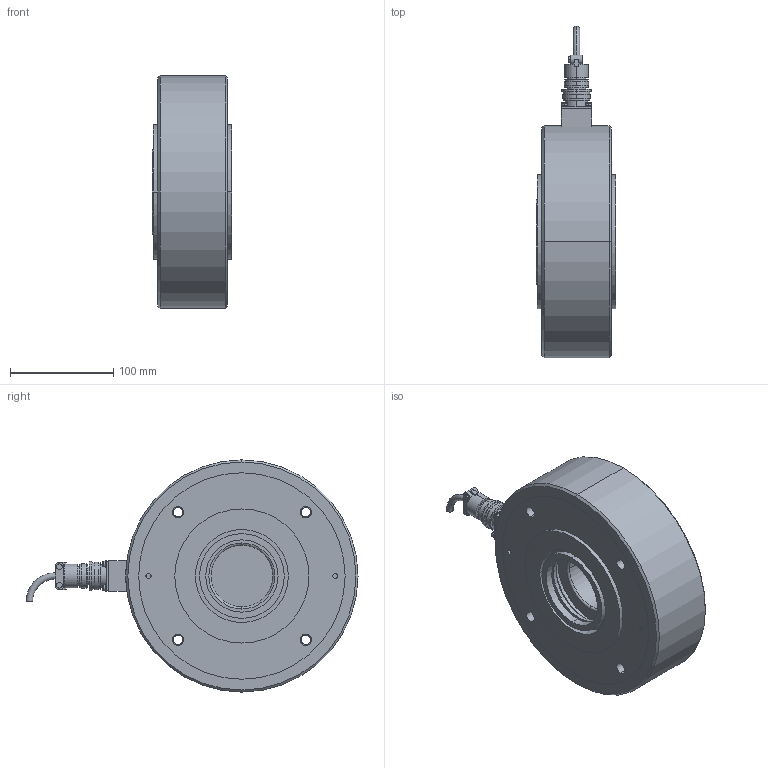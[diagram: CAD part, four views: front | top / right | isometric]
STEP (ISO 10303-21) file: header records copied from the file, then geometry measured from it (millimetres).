
FILE_DESCRIPTION((''),'2;1');
FILE_NAME('50056.stp','2007-01-12T17:47:46',(''),(''),'Mechanical Desktop 2007','Mechanical Desktop 2007',', , ');
FILE_SCHEMA(('CONFIG_CONTROL_DESIGN'));
Length unit declared in the file: millimetre
Products named in the file (25): L50056; L49151; TEIL1AAA; L49026; TEIL1AA; I-6KT_SCHRAUBE_M6X60A; I-6KT_SCHRAUBE_M6X60; I-6KT_SCHRAUBE_M3X25; I-6KT_SCHRAUBE_M3X25A; FEDERRING_M3A; FEDERRING_M3; V_RING_V70A; V_RING_V70AA; FLANSCHDOSE_14S-2P_4-POLIGA; FLANSCHDOSE_14S-2P_4-POLIG; SICHERUNGSRING_J110; L4340402; TEIL1A; L49258; TEIL1; L4916304; TEIL1AAAA; PENDELKUGELLAGER_2212TVA; PENDELKUGELLAGER_2212TV; RM_SDB
Assembly tree (33 placements, depth 3):
  L50056
    L49151
      TEIL1AAA
    L49026
      TEIL1AA
    I-6KT_SCHRAUBE_M6X60A
      I-6KT_SCHRAUBE_M6X60
    I-6KT_SCHRAUBE_M3X25  x4
      I-6KT_SCHRAUBE_M3X25A
    FEDERRING_M3A  x4
      FEDERRING_M3
    V_RING_V70A
      V_RING_V70AA
    FLANSCHDOSE_14S-2P_4-POLIGA
      FLANSCHDOSE_14S-2P_4-POLIG
    SICHERUNGSRING_J110
    L4340402  x2
      TEIL1A
    L49258
      TEIL1
    L4916304
      TEIL1AAAA
    PENDELKUGELLAGER_2212TVA
      PENDELKUGELLAGER_2212TV
    RM_SDB  x3
Bounding box: 76.9 x 321.65 x 225 mm (x, y, z)
Volume: 2377431.9 mm3; surface area: 389442.4 mm2
Topology: 19 solids, 19 shells, 385 faces, 899 edges, 595 vertices
Faces by surface type: cylinder 226, plane 109, cone 28, torus 20, bspline 2
Entity records: 9877 total; most frequent: DIRECTION 1850, CARTESIAN_POINT 1706, ORIENTED_EDGE 1440, AXIS2_PLACEMENT_3D 788, EDGE_CURVE 720, VERTEX_POINT 476, CIRCLE 446, EDGE_LOOP 430
